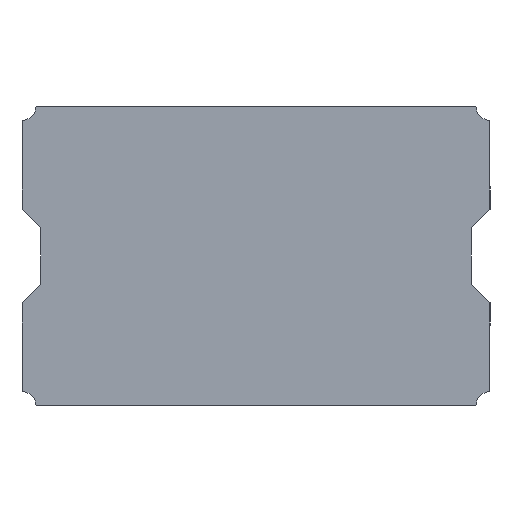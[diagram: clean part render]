
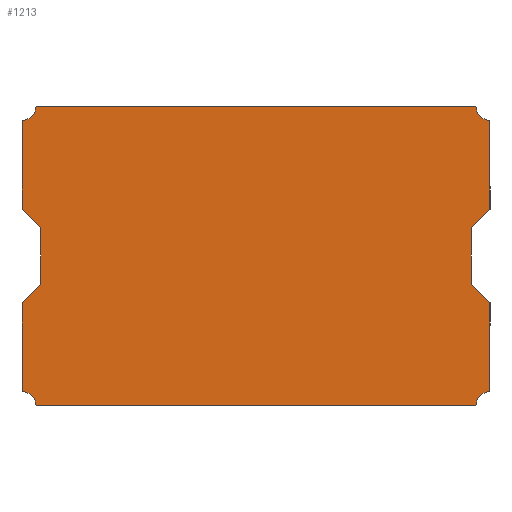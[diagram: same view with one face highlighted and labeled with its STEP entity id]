
A CAD part, front view. The second image highlights one B-rep face of the part: STEP entity #1213.
In plain terms, the highlighted planar face has unit normal (0, -1, 0).
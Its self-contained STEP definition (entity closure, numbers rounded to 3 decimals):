
#18 = CARTESIAN_POINT ( 'NONE',  ( 2.3, 0., -0.3 ) ) ;
#19 = VECTOR ( 'NONE', #552, 1000. ) ;
#25 = VECTOR ( 'NONE', #985, 1000. ) ;
#38 = DIRECTION ( 'NONE',  ( 1., 0., 0. ) ) ;
#41 = VERTEX_POINT ( 'NONE', #1002 ) ;
#44 = CARTESIAN_POINT ( 'NONE',  ( 2.3, 0., -0.3 ) ) ;
#45 = AXIS2_PLACEMENT_3D ( 'NONE', #195, #286, #586 ) ;
#48 = EDGE_CURVE ( 'NONE', #175, #1081, #777, .T. ) ;
#49 = VERTEX_POINT ( 'NONE', #100 ) ;
#61 = ORIENTED_EDGE ( 'NONE', *, *, #998, .F. ) ;
#63 = VECTOR ( 'NONE', #894, 1000. ) ;
#64 = DIRECTION ( 'NONE',  ( 0., 0., -1. ) ) ;
#82 = FACE_OUTER_BOUND ( 'NONE', #1276, .T. ) ;
#84 = DIRECTION ( 'NONE',  ( 0., 0., -1. ) ) ;
#86 = EDGE_CURVE ( 'NONE', #49, #922, #1134, .T. ) ;
#91 = CARTESIAN_POINT ( 'NONE',  ( -2.5, 0., 1.45 ) ) ;
#100 = CARTESIAN_POINT ( 'NONE',  ( 2.5, 0., -0.5 ) ) ;
#120 = CARTESIAN_POINT ( 'NONE',  ( -2.3, 0., 0.3 ) ) ;
#138 = VECTOR ( 'NONE', #1018, 1000. ) ;
#139 = ORIENTED_EDGE ( 'NONE', *, *, #736, .T. ) ;
#144 = CARTESIAN_POINT ( 'NONE',  ( 2.3, 0., 0.3 ) ) ;
#175 = VERTEX_POINT ( 'NONE', #905 ) ;
#182 = DIRECTION ( 'NONE',  ( 0., 0., 1. ) ) ;
#195 = CARTESIAN_POINT ( 'NONE',  ( -2.5, 0., 1.6 ) ) ;
#196 = EDGE_CURVE ( 'NONE', #49, #349, #520, .T. ) ;
#197 = CARTESIAN_POINT ( 'NONE',  ( -2.5, 0., -0.5 ) ) ;
#200 = VERTEX_POINT ( 'NONE', #747 ) ;
#216 = EDGE_CURVE ( 'NONE', #1081, #314, #637, .T. ) ;
#223 = DIRECTION ( 'NONE',  ( 0., 0., -1. ) ) ;
#230 = AXIS2_PLACEMENT_3D ( 'NONE', #996, #725, #1219 ) ;
#243 = VERTEX_POINT ( 'NONE', #1251 ) ;
#253 = AXIS2_PLACEMENT_3D ( 'NONE', #1283, #1183, #397 ) ;
#286 = DIRECTION ( 'NONE',  ( 0., 1., 0. ) ) ;
#301 = CARTESIAN_POINT ( 'NONE',  ( -2.5, 0., 1.6 ) ) ;
#314 = VERTEX_POINT ( 'NONE', #1179 ) ;
#328 = EDGE_CURVE ( 'NONE', #243, #510, #1023, .T. ) ;
#334 = DIRECTION ( 'NONE',  ( 0., 0., -1. ) ) ;
#348 = EDGE_CURVE ( 'NONE', #479, #1223, #459, .T. ) ;
#349 = VERTEX_POINT ( 'NONE', #867 ) ;
#351 = EDGE_CURVE ( 'NONE', #314, #966, #596, .T. ) ;
#356 = CARTESIAN_POINT ( 'NONE',  ( -2.5, 0., 1.6 ) ) ;
#366 = LINE ( 'NONE', #144, #19 ) ;
#387 = PLANE ( 'NONE',  #253 ) ;
#392 = CIRCLE ( 'NONE', #562, 0.15 ) ;
#397 = DIRECTION ( 'NONE',  ( 0., 0., -1. ) ) ;
#410 = CARTESIAN_POINT ( 'NONE',  ( -2.3, 0., 0.3 ) ) ;
#414 = CARTESIAN_POINT ( 'NONE',  ( 2.5, 0., 1.6 ) ) ;
#430 = ORIENTED_EDGE ( 'NONE', *, *, #196, .F. ) ;
#459 = CIRCLE ( 'NONE', #45, 0.15 ) ;
#479 = VERTEX_POINT ( 'NONE', #649 ) ;
#480 = VERTEX_POINT ( 'NONE', #768 ) ;
#493 = EDGE_CURVE ( 'NONE', #1079, #200, #366, .T. ) ;
#509 = VECTOR ( 'NONE', #1155, 1000. ) ;
#510 = VERTEX_POINT ( 'NONE', #782 ) ;
#512 = CARTESIAN_POINT ( 'NONE',  ( 2.35, 0., 1.6 ) ) ;
#520 = LINE ( 'NONE', #414, #509 ) ;
#531 = ORIENTED_EDGE ( 'NONE', *, *, #979, .F. ) ;
#545 = ORIENTED_EDGE ( 'NONE', *, *, #1256, .F. ) ;
#550 = DIRECTION ( 'NONE',  ( 0., 1., 0. ) ) ;
#552 = DIRECTION ( 'NONE',  ( 0.707, 0., 0.707 ) ) ;
#555 = VERTEX_POINT ( 'NONE', #512 ) ;
#562 = AXIS2_PLACEMENT_3D ( 'NONE', #1116, #550, #334 ) ;
#571 = ORIENTED_EDGE ( 'NONE', *, *, #351, .T. ) ;
#584 = LINE ( 'NONE', #970, #1104 ) ;
#586 = DIRECTION ( 'NONE',  ( 0., 0., -1. ) ) ;
#596 = LINE ( 'NONE', #797, #1144 ) ;
#637 = LINE ( 'NONE', #120, #1012 ) ;
#649 = CARTESIAN_POINT ( 'NONE',  ( -2.35, 0., 1.6 ) ) ;
#695 = DIRECTION ( 'NONE',  ( 0., 1., 0. ) ) ;
#725 = DIRECTION ( 'NONE',  ( 0., 1., 0. ) ) ;
#728 = CARTESIAN_POINT ( 'NONE',  ( -2.5, 0., -1.6 ) ) ;
#736 = EDGE_CURVE ( 'NONE', #480, #349, #949, .T. ) ;
#745 = VECTOR ( 'NONE', #84, 1000. ) ;
#747 = CARTESIAN_POINT ( 'NONE',  ( 2.5, 0., 0.5 ) ) ;
#748 = AXIS2_PLACEMENT_3D ( 'NONE', #1188, #695, #64 ) ;
#752 = DIRECTION ( 'NONE',  ( 0., 0., 1. ) ) ;
#766 = ORIENTED_EDGE ( 'NONE', *, *, #1028, .T. ) ;
#768 = CARTESIAN_POINT ( 'NONE',  ( 2.35, 0., -1.6 ) ) ;
#774 = VECTOR ( 'NONE', #1020, 1000. ) ;
#777 = LINE ( 'NONE', #410, #25 ) ;
#782 = CARTESIAN_POINT ( 'NONE',  ( -2.35, 0., -1.6 ) ) ;
#792 = LINE ( 'NONE', #301, #63 ) ;
#797 = CARTESIAN_POINT ( 'NONE',  ( -2.3, 0., -0.3 ) ) ;
#804 = DIRECTION ( 'NONE',  ( -0.707, 0., -0.707 ) ) ;
#822 = ORIENTED_EDGE ( 'NONE', *, *, #328, .T. ) ;
#854 = CARTESIAN_POINT ( 'NONE',  ( -2.3, 0., 0.3 ) ) ;
#867 = CARTESIAN_POINT ( 'NONE',  ( 2.5, 0., -1.45 ) ) ;
#886 = ORIENTED_EDGE ( 'NONE', *, *, #890, .T. ) ;
#890 = EDGE_CURVE ( 'NONE', #922, #1079, #584, .T. ) ;
#894 = DIRECTION ( 'NONE',  ( 0., 0., 1. ) ) ;
#895 = ORIENTED_EDGE ( 'NONE', *, *, #916, .F. ) ;
#905 = CARTESIAN_POINT ( 'NONE',  ( -2.5, 0., 0.5 ) ) ;
#916 = EDGE_CURVE ( 'NONE', #479, #555, #940, .T. ) ;
#922 = VERTEX_POINT ( 'NONE', #44 ) ;
#940 = LINE ( 'NONE', #356, #1260 ) ;
#949 = CIRCLE ( 'NONE', #230, 0.15 ) ;
#952 = ORIENTED_EDGE ( 'NONE', *, *, #48, .T. ) ;
#956 = CARTESIAN_POINT ( 'NONE',  ( 2.3, 0., 0.3 ) ) ;
#959 = EDGE_CURVE ( 'NONE', #243, #966, #1089, .T. ) ;
#960 = ORIENTED_EDGE ( 'NONE', *, *, #216, .T. ) ;
#966 = VERTEX_POINT ( 'NONE', #197 ) ;
#970 = CARTESIAN_POINT ( 'NONE',  ( 2.3, 0., 0.3 ) ) ;
#971 = ORIENTED_EDGE ( 'NONE', *, *, #959, .F. ) ;
#979 = EDGE_CURVE ( 'NONE', #175, #1223, #792, .T. ) ;
#985 = DIRECTION ( 'NONE',  ( 0.707, 0., -0.707 ) ) ;
#996 = CARTESIAN_POINT ( 'NONE',  ( 2.5, 0., -1.6 ) ) ;
#998 = EDGE_CURVE ( 'NONE', #41, #200, #1106, .T. ) ;
#1002 = CARTESIAN_POINT ( 'NONE',  ( 2.5, 0., 1.45 ) ) ;
#1012 = VECTOR ( 'NONE', #223, 1000. ) ;
#1018 = DIRECTION ( 'NONE',  ( -1., 0., 0. ) ) ;
#1020 = DIRECTION ( 'NONE',  ( -0.707, 0., 0.707 ) ) ;
#1023 = CIRCLE ( 'NONE', #748, 0.15 ) ;
#1028 = EDGE_CURVE ( 'NONE', #41, #555, #392, .T. ) ;
#1046 = ORIENTED_EDGE ( 'NONE', *, *, #86, .T. ) ;
#1079 = VERTEX_POINT ( 'NONE', #956 ) ;
#1081 = VERTEX_POINT ( 'NONE', #854 ) ;
#1089 = LINE ( 'NONE', #1291, #1140 ) ;
#1104 = VECTOR ( 'NONE', #752, 1000. ) ;
#1106 = LINE ( 'NONE', #1277, #745 ) ;
#1114 = LINE ( 'NONE', #728, #138 ) ;
#1116 = CARTESIAN_POINT ( 'NONE',  ( 2.5, 0., 1.6 ) ) ;
#1134 = LINE ( 'NONE', #18, #774 ) ;
#1140 = VECTOR ( 'NONE', #182, 1000. ) ;
#1144 = VECTOR ( 'NONE', #804, 1000. ) ;
#1155 = DIRECTION ( 'NONE',  ( 0., 0., -1. ) ) ;
#1164 = ORIENTED_EDGE ( 'NONE', *, *, #348, .T. ) ;
#1179 = CARTESIAN_POINT ( 'NONE',  ( -2.3, 0., -0.3 ) ) ;
#1183 = DIRECTION ( 'NONE',  ( 0., -1., 0. ) ) ;
#1188 = CARTESIAN_POINT ( 'NONE',  ( -2.5, 0., -1.6 ) ) ;
#1213 = ADVANCED_FACE ( 'NONE', ( #82 ), #387, .T. ) ;
#1219 = DIRECTION ( 'NONE',  ( 0., 0., -1. ) ) ;
#1223 = VERTEX_POINT ( 'NONE', #91 ) ;
#1251 = CARTESIAN_POINT ( 'NONE',  ( -2.5, 0., -1.45 ) ) ;
#1256 = EDGE_CURVE ( 'NONE', #480, #510, #1114, .T. ) ;
#1260 = VECTOR ( 'NONE', #38, 1000. ) ;
#1269 = ORIENTED_EDGE ( 'NONE', *, *, #493, .T. ) ;
#1276 = EDGE_LOOP ( 'NONE', ( #1046, #886, #1269, #61, #766, #895, #1164, #531, #952, #960, #571, #971, #822, #545, #139, #430 ) ) ;
#1277 = CARTESIAN_POINT ( 'NONE',  ( 2.5, 0., 1.6 ) ) ;
#1283 = CARTESIAN_POINT ( 'NONE',  ( 0., 0., 0. ) ) ;
#1291 = CARTESIAN_POINT ( 'NONE',  ( -2.5, 0., 1.6 ) ) ;
